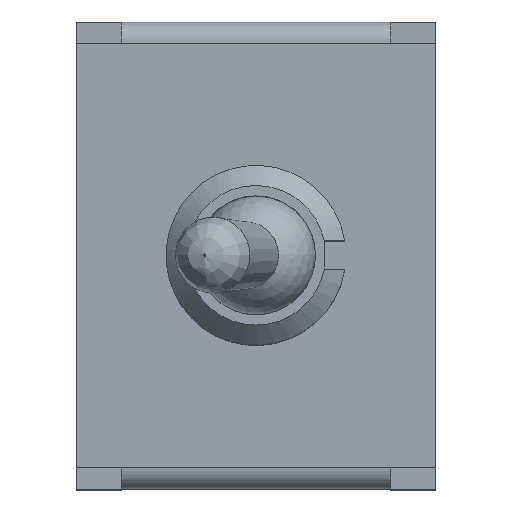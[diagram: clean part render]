
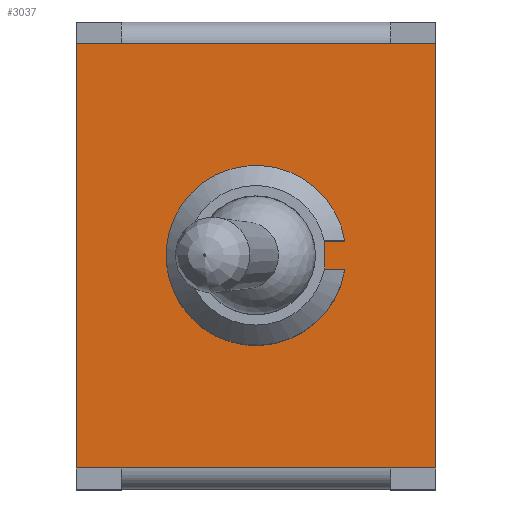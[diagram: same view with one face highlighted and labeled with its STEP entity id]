
A CAD part, top view. The second image highlights one B-rep face of the part: STEP entity #3037.
In plain terms, the highlighted planar face has unit normal (0, 0, 1).
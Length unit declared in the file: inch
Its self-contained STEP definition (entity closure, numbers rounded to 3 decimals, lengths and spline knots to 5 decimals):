
#295=CARTESIAN_POINT('',(0.09542,-0.02008,0.41496));
#296=VERTEX_POINT('',#295);
#303=CARTESIAN_POINT('',(0.09542,0.02008,0.41496));
#304=VERTEX_POINT('',#303);
#305=CARTESIAN_POINT('',(0.09542,0.02008,0.41496));
#306=DIRECTION('',(0.0,-1.0,0.0));
#307=VECTOR('',#306,0.04016);
#308=LINE('',#305,#307);
#309=EDGE_CURVE('',#304,#296,#308,.T.);
#327=CARTESIAN_POINT('',(0.12338,0.02008,0.41496));
#328=VERTEX_POINT('',#327);
#329=CARTESIAN_POINT('',(0.12338,0.02008,0.41496));
#330=DIRECTION('',(-1.0,0.0,0.0));
#331=VECTOR('',#330,0.02795);
#332=LINE('',#329,#331);
#333=EDGE_CURVE('',#328,#304,#332,.T.);
#350=CARTESIAN_POINT('',(0.12338,-0.02008,0.41496));
#351=VERTEX_POINT('',#350);
#358=CARTESIAN_POINT('',(0.09542,-0.02008,0.41496));
#359=DIRECTION('',(1.0,0.0,0.0));
#360=VECTOR('',#359,0.02795);
#361=LINE('',#358,#360);
#362=EDGE_CURVE('',#296,#351,#361,.T.);
#375=CARTESIAN_POINT('',(0.,0.,0.41496));
#376=DIRECTION('',(0.0,0.0,-1.0));
#377=DIRECTION('',(0.987,0.161,0.0));
#378=AXIS2_PLACEMENT_3D('',#375,#376,#377);
#379=CIRCLE('',#378,0.125);
#380=EDGE_CURVE('',#351,#328,#379,.T.);
#682=CARTESIAN_POINT('',(0.18701,-0.29508,0.41496));
#683=VERTEX_POINT('',#682);
#715=CARTESIAN_POINT('',(-0.18701,0.29508,0.41496));
#716=VERTEX_POINT('',#715);
#2687=CARTESIAN_POINT('',(-0.25,-0.29508,0.41496));
#2688=VERTEX_POINT('',#2687);
#2705=CARTESIAN_POINT('',(-0.18701,-0.29508,0.41496));
#2706=VERTEX_POINT('',#2705);
#2713=CARTESIAN_POINT('',(-0.18701,-0.29508,0.41496));
#2714=DIRECTION('',(-1.0,0.0,0.0));
#2715=VECTOR('',#2714,0.06299);
#2716=LINE('',#2713,#2715);
#2717=EDGE_CURVE('',#2706,#2688,#2716,.T.);
#2729=CARTESIAN_POINT('',(-0.25,0.29508,0.41496));
#2730=VERTEX_POINT('',#2729);
#2737=CARTESIAN_POINT('',(-0.18701,0.29508,0.41496));
#2738=DIRECTION('',(-1.0,0.0,0.0));
#2739=VECTOR('',#2738,0.06299);
#2740=LINE('',#2737,#2739);
#2741=EDGE_CURVE('',#716,#2730,#2740,.T.);
#2760=CARTESIAN_POINT('',(0.25,-0.29508,0.41496));
#2761=VERTEX_POINT('',#2760);
#2768=CARTESIAN_POINT('',(0.18701,-0.29508,0.41496));
#2769=DIRECTION('',(1.0,0.0,0.0));
#2770=VECTOR('',#2769,0.06299);
#2771=LINE('',#2768,#2770);
#2772=EDGE_CURVE('',#683,#2761,#2771,.T.);
#2789=CARTESIAN_POINT('',(0.25,0.29508,0.41496));
#2790=VERTEX_POINT('',#2789);
#2807=CARTESIAN_POINT('',(0.18701,0.29508,0.41496));
#2808=VERTEX_POINT('',#2807);
#2815=CARTESIAN_POINT('',(0.18701,0.29508,0.41496));
#2816=DIRECTION('',(1.0,0.0,0.0));
#2817=VECTOR('',#2816,0.06299);
#2818=LINE('',#2815,#2817);
#2819=EDGE_CURVE('',#2808,#2790,#2818,.T.);
#2976=CARTESIAN_POINT('',(0.18701,0.29508,0.41496));
#2977=DIRECTION('',(-1.0,0.0,0.0));
#2978=VECTOR('',#2977,0.37402);
#2979=LINE('',#2976,#2978);
#2980=EDGE_CURVE('',#2808,#716,#2979,.T.);
#3001=CARTESIAN_POINT('',(-0.275,-0.32459,0.41496));
#3002=DIRECTION('',(0.0,0.0,1.0));
#3003=DIRECTION('',(1.0,0.0,0.0));
#3004=AXIS2_PLACEMENT_3D('',#3001,#3002,#3003);
#3005=PLANE('',#3004);
#3006=CARTESIAN_POINT('',(0.18701,-0.29508,0.41496));
#3007=DIRECTION('',(-1.0,0.0,0.0));
#3008=VECTOR('',#3007,0.37402);
#3009=LINE('',#3006,#3008);
#3010=EDGE_CURVE('',#683,#2706,#3009,.T.);
#3011=ORIENTED_EDGE('',*,*,#3010,.F.);
#3012=ORIENTED_EDGE('',*,*,#2772,.T.);
#3013=CARTESIAN_POINT('',(0.25,-0.29508,0.41496));
#3014=DIRECTION('',(0.0,1.0,0.0));
#3015=VECTOR('',#3014,0.59016);
#3016=LINE('',#3013,#3015);
#3017=EDGE_CURVE('',#2761,#2790,#3016,.T.);
#3018=ORIENTED_EDGE('',*,*,#3017,.T.);
#3019=ORIENTED_EDGE('',*,*,#2819,.F.);
#3020=ORIENTED_EDGE('',*,*,#2980,.T.);
#3021=ORIENTED_EDGE('',*,*,#2741,.T.);
#3022=CARTESIAN_POINT('',(-0.25,0.29508,0.41496));
#3023=DIRECTION('',(0.0,-1.0,0.0));
#3024=VECTOR('',#3023,0.59016);
#3025=LINE('',#3022,#3024);
#3026=EDGE_CURVE('',#2730,#2688,#3025,.T.);
#3027=ORIENTED_EDGE('',*,*,#3026,.T.);
#3028=ORIENTED_EDGE('',*,*,#2717,.F.);
#3029=EDGE_LOOP('',(#3011,#3012,#3018,#3019,#3020,#3021,#3027,#3028));
#3030=FACE_OUTER_BOUND('',#3029,.T.);
#3031=ORIENTED_EDGE('',*,*,#309,.T.);
#3032=ORIENTED_EDGE('',*,*,#362,.T.);
#3033=ORIENTED_EDGE('',*,*,#380,.T.);
#3034=ORIENTED_EDGE('',*,*,#333,.T.);
#3035=EDGE_LOOP('',(#3031,#3032,#3033,#3034));
#3036=FACE_BOUND('',#3035,.T.);
#3037=ADVANCED_FACE('',(#3030,#3036),#3005,.T.);
